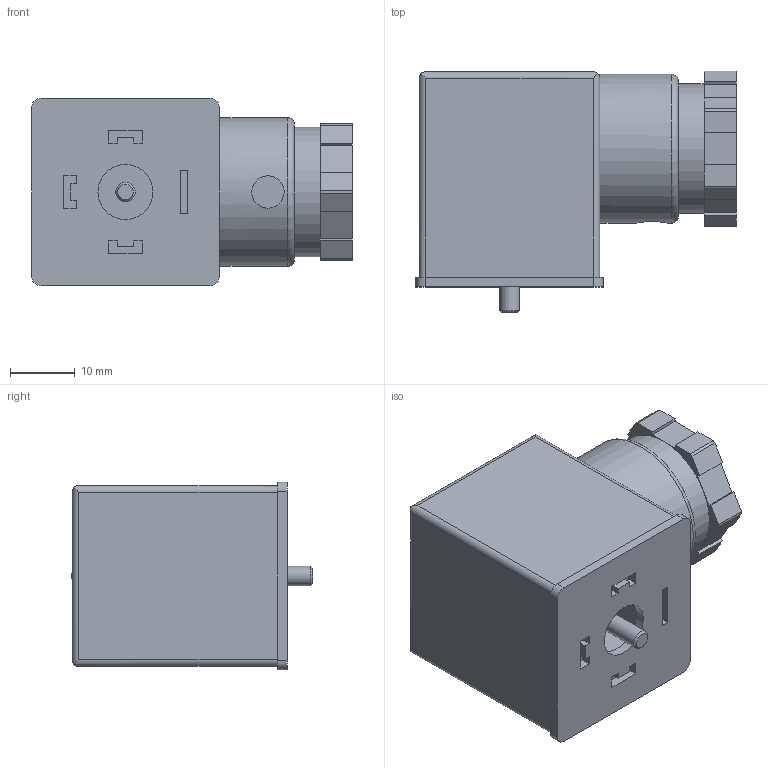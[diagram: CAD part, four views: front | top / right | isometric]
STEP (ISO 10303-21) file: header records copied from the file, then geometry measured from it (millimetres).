
FILE_DESCRIPTION(/* description */ ('STEP AP214'),/* implementation_level */ '2;1');
FILE_NAME(/* name */ '550067_MSSD-N',/* time_stamp */ '2024-09-10T10:04:45+02:00',/* author */ ('License CC BY-ND 4.0'),/* organization */ ('CADENAS'),/* preprocessor_version */ 'ST-DEVELOPER v19.3',/* originating_system */ 'PARTsolutions',/* authorisation */ ' ');
FILE_SCHEMA (('AUTOMOTIVE_DESIGN {1 0 10303 214 3 1 1}'));
Length unit declared in the file: millimetre
Products named in the file (1): 550067 MSSD-N---(0)
Bounding box: 49.55 x 37.35 x 29 mm (x, y, z)
Volume: 31453.7 mm3; surface area: 9760.7 mm2
Topology: 1 solids, 1 shells, 171 faces, 454 edges, 299 vertices
Faces by surface type: plane 138, cylinder 30, torus 2, cone 1
Full cylindrical faces by diameter (mm): 3 x1, 5 x1, 6.6 x1, 7 x1, 8.5 x1, 11 x1, 20 x1, 23 x1
Entity records: 6420 total; most frequent: CARTESIAN_POINT 918, ORIENTED_EDGE 880, DIRECTION 858, EDGE_CURVE 440, LINE 364, VECTOR 364, VERTEX_POINT 296, AXIS2_PLACEMENT_3D 247
